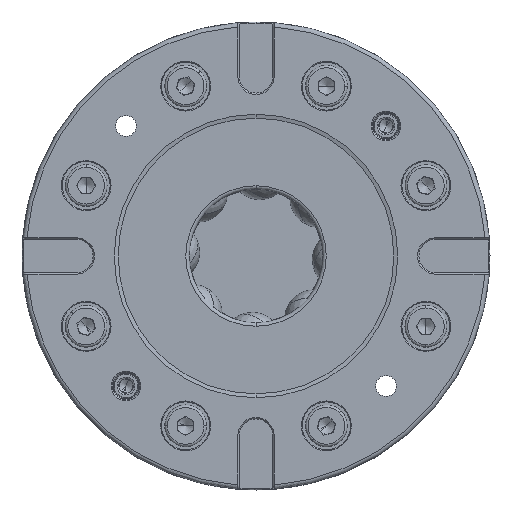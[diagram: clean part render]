
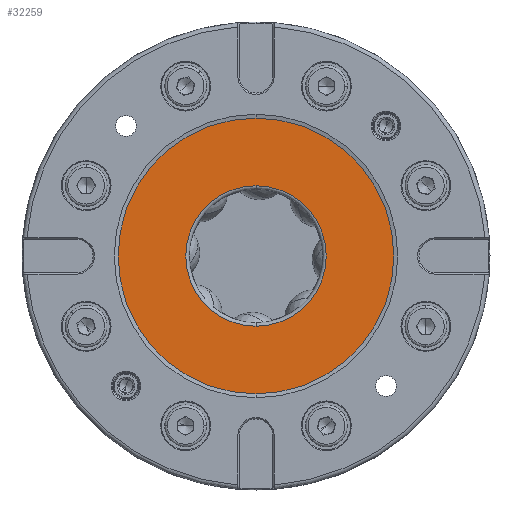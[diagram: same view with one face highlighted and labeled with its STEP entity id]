
A CAD part, left-side view. The second image highlights one B-rep face of the part: STEP entity #32259.
In plain terms, the highlighted planar face has unit normal (-1, 0, 0).
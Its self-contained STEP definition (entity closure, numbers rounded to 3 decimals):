
#496 = VERTEX_POINT ( 'NONE', #11910 ) ;
#504 = CIRCLE ( 'NONE', #28895, 33. ) ;
#1321 = DIRECTION ( 'NONE',  ( -1., 0., 0. ) ) ;
#3603 = FACE_OUTER_BOUND ( 'NONE', #39359, .T. ) ;
#4380 = CARTESIAN_POINT ( 'NONE',  ( -12.984, 22.88, 112. ) ) ;
#4538 = DIRECTION ( 'NONE',  ( -1., 0., 0. ) ) ;
#5202 = CARTESIAN_POINT ( 'NONE',  ( -12.984, 22.88, 145. ) ) ;
#7708 = EDGE_CURVE ( 'NONE', #496, #49033, #37734, .T. ) ;
#7885 = ORIENTED_EDGE ( 'NONE', *, *, #7708, .T. ) ;
#8895 = CARTESIAN_POINT ( 'NONE',  ( -12.984, 22.88, 112. ) ) ;
#9225 = AXIS2_PLACEMENT_3D ( 'NONE', #23498, #42851, #15908 ) ;
#11517 = AXIS2_PLACEMENT_3D ( 'NONE', #8895, #1321, #12697 ) ;
#11910 = CARTESIAN_POINT ( 'NONE',  ( -12.984, 22.88, 79. ) ) ;
#12697 = DIRECTION ( 'NONE',  ( 0., 0., -1. ) ) ;
#14380 = DIRECTION ( 'NONE',  ( 0., 0., 1. ) ) ;
#15908 = DIRECTION ( 'NONE',  ( 0., 0., 1. ) ) ;
#18044 = ORIENTED_EDGE ( 'NONE', *, *, #43308, .F. ) ;
#19576 = ORIENTED_EDGE ( 'NONE', *, *, #45642, .F. ) ;
#19605 = VERTEX_POINT ( 'NONE', #22405 ) ;
#21494 = DIRECTION ( 'NONE',  ( 0., 0., -1. ) ) ;
#22405 = CARTESIAN_POINT ( 'NONE',  ( -12.984, 22.88, 128.8 ) ) ;
#23046 = PLANE ( 'NONE',  #42762 ) ;
#23498 = CARTESIAN_POINT ( 'NONE',  ( -12.984, 22.88, 112. ) ) ;
#24372 = EDGE_LOOP ( 'NONE', ( #18044, #19576 ) ) ;
#24588 = CIRCLE ( 'NONE', #11517, 16.8 ) ;
#24779 = ORIENTED_EDGE ( 'NONE', *, *, #26103, .T. ) ;
#26103 = EDGE_CURVE ( 'NONE', #49033, #496, #504, .T. ) ;
#28895 = AXIS2_PLACEMENT_3D ( 'NONE', #32940, #41036, #14380 ) ;
#32018 = FACE_BOUND ( 'NONE', #24372, .T. ) ;
#32259 = ADVANCED_FACE ( 'NONE', ( #32018, #3603 ), #23046, .T. ) ;
#32656 = CIRCLE ( 'NONE', #9225, 16.8 ) ;
#32662 = CARTESIAN_POINT ( 'NONE',  ( -12.984, 22.88, 95.2 ) ) ;
#32940 = CARTESIAN_POINT ( 'NONE',  ( -12.984, 22.88, 112. ) ) ;
#34883 = AXIS2_PLACEMENT_3D ( 'NONE', #40185, #40682, #21494 ) ;
#37734 = CIRCLE ( 'NONE', #34883, 33. ) ;
#38751 = DIRECTION ( 'NONE',  ( 0., 0., 1. ) ) ;
#39359 = EDGE_LOOP ( 'NONE', ( #24779, #7885 ) ) ;
#40185 = CARTESIAN_POINT ( 'NONE',  ( -12.984, 22.88, 112. ) ) ;
#40682 = DIRECTION ( 'NONE',  ( -1., 0., 0. ) ) ;
#41036 = DIRECTION ( 'NONE',  ( -1., 0., 0. ) ) ;
#42762 = AXIS2_PLACEMENT_3D ( 'NONE', #4380, #4538, #38751 ) ;
#42851 = DIRECTION ( 'NONE',  ( -1., 0., 0. ) ) ;
#43308 = EDGE_CURVE ( 'NONE', #19605, #44847, #32656, .T. ) ;
#44847 = VERTEX_POINT ( 'NONE', #32662 ) ;
#45642 = EDGE_CURVE ( 'NONE', #44847, #19605, #24588, .T. ) ;
#49033 = VERTEX_POINT ( 'NONE', #5202 ) ;
